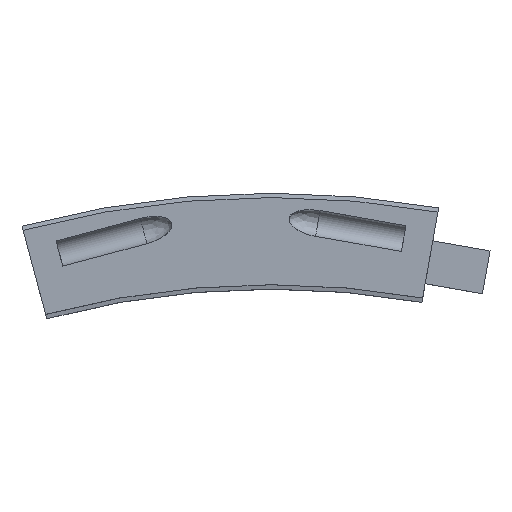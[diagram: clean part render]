
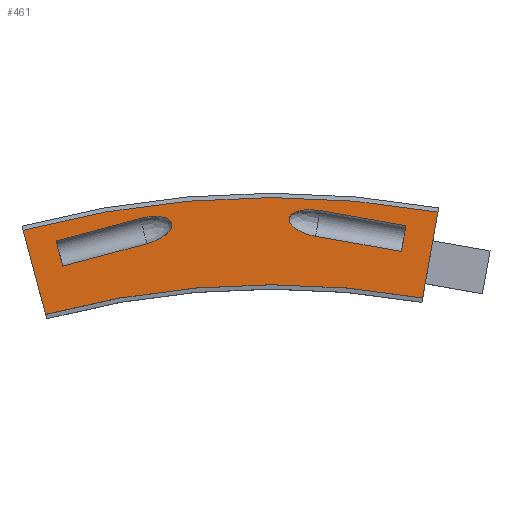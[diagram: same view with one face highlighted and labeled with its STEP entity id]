
A CAD part, top view. The second image highlights one B-rep face of the part: STEP entity #461.
In plain terms, the highlighted planar face has unit normal (0, 0, 1).
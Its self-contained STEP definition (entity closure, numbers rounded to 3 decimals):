
#9 = CARTESIAN_POINT ( 'NONE',  ( 0., 0., 33. ) ) ;
#19 = DIRECTION ( 'NONE',  ( 0., 0., 1. ) ) ;
#23 = CARTESIAN_POINT ( 'NONE',  ( -74.069, 315.065, 33. ) ) ;
#29 = EDGE_CURVE ( 'NONE', #1257, #2198, #1064, .T. ) ;
#98 = VERTEX_POINT ( 'NONE', #1410 ) ;
#129 = CARTESIAN_POINT ( 'NONE',  ( 16.783, 325.531, 33. ) ) ;
#132 = PLANE ( 'NONE',  #1290 ) ;
#173 = CARTESIAN_POINT ( 'NONE',  ( -77.646, 289.778, 33. ) ) ;
#188 = DIRECTION ( 'NONE',  ( -0.985, 0.174, 0. ) ) ;
#189 = CARTESIAN_POINT ( 'NONE',  ( 46.327, 320.322, 33. ) ) ;
#195 = VERTEX_POINT ( 'NONE', #1169 ) ;
#243 = LINE ( 'NONE', #189, #877 ) ;
#274 = VECTOR ( 'NONE', #1304, 1000. ) ;
#275 = ORIENTED_EDGE ( 'NONE', *, *, #836, .T. ) ;
#304 = VERTEX_POINT ( 'NONE', #946 ) ;
#311 = VECTOR ( 'NONE', #361, 1000. ) ;
#359 = CARTESIAN_POINT ( 'NONE',  ( 44.764, 311.459, 33. ) ) ;
#361 = DIRECTION ( 'NONE',  ( -0.985, 0.174, 0. ) ) ;
#373 = ORIENTED_EDGE ( 'NONE', *, *, #1856, .F. ) ;
#386 = CARTESIAN_POINT ( 'NONE',  ( 0., 0., 33. ) ) ;
#389 = DIRECTION ( 'NONE',  ( 0.174, 0.985, 0. ) ) ;
#404 = DIRECTION ( 'NONE',  ( 0., 0., 1. ) ) ;
#415 = FACE_BOUND ( 'NONE', #995, .T. ) ;
#441 = LINE ( 'NONE', #386, #1826 ) ;
#442 = VERTEX_POINT ( 'NONE', #173 ) ;
#461 = ADVANCED_FACE ( 'NONE', ( #415, #1854, #985 ), #132, .T. ) ;
#515 = VERTEX_POINT ( 'NONE', #1914 ) ;
#534 = ORIENTED_EDGE ( 'NONE', *, *, #2124, .T. ) ;
#562 = CARTESIAN_POINT ( 'NONE',  ( -85.41, 318.756, 33. ) ) ;
#579 = LINE ( 'NONE', #1676, #1055 ) ;
#633 = EDGE_CURVE ( 'NONE', #304, #2231, #1965, .T. ) ;
#741 = DIRECTION ( 'NONE',  ( -0.259, 0.966, 0. ) ) ;
#744 = CARTESIAN_POINT ( 'NONE',  ( 0., 0., 33. ) ) ;
#746 = ORIENTED_EDGE ( 'NONE', *, *, #989, .F. ) ;
#783 = ORIENTED_EDGE ( 'NONE', *, *, #1958, .T. ) ;
#836 = EDGE_CURVE ( 'NONE', #195, #515, #1539, .T. ) ;
#851 = ORIENTED_EDGE ( 'NONE', *, *, #29, .F. ) ;
#858 = CARTESIAN_POINT ( 'NONE',  ( 0., 0., 33. ) ) ;
#863 = CARTESIAN_POINT ( 'NONE',  ( 46.327, 320.322, 33. ) ) ;
#876 = CARTESIAN_POINT ( 'NONE',  ( 15.22, 316.668, 33. ) ) ;
#877 = VECTOR ( 'NONE', #188, 1000. ) ;
#883 = VERTEX_POINT ( 'NONE', #1028 ) ;
#884 = AXIS2_PLACEMENT_3D ( 'NONE', #1558, #404, #1708 ) ;
#946 = CARTESIAN_POINT ( 'NONE',  ( -71.739, 306.372, 33. ) ) ;
#947 = LINE ( 'NONE', #359, #311 ) ;
#985 = FACE_BOUND ( 'NONE', #1863, .T. ) ;
#989 = EDGE_CURVE ( 'NONE', #442, #1079, #2118, .T. ) ;
#995 = EDGE_LOOP ( 'NONE', ( #851, #1501, #1391, #1100 ) ) ;
#1028 = CARTESIAN_POINT ( 'NONE',  ( 52.094, 295.442, 33. ) ) ;
#1046 = DIRECTION ( 'NONE',  ( 1., 0., 0. ) ) ;
#1055 = VECTOR ( 'NONE', #2072, 1000. ) ;
#1063 = ORIENTED_EDGE ( 'NONE', *, *, #1178, .T. ) ;
#1064 =( BOUNDED_CURVE ( )  B_SPLINE_CURVE ( 3, ( #1661, #1638, #1658, #1664 ),
 .UNSPECIFIED., .F., .F. ) 
 B_SPLINE_CURVE_WITH_KNOTS ( ( 4, 4 ),
 ( 1.571, 4.712 ),
 .UNSPECIFIED. ) 
 CURVE ( )  GEOMETRIC_REPRESENTATION_ITEM ( )  RATIONAL_B_SPLINE_CURVE ( ( 1., 0.333, 0.333, 1. ) ) 
 REPRESENTATION_ITEM ( '' )  );
#1079 = VERTEX_POINT ( 'NONE', #562 ) ;
#1089 = CARTESIAN_POINT ( 'NONE',  ( -25.772, 328.006, 33. ) ) ;
#1091 = CARTESIAN_POINT ( 'NONE',  ( -45.091, 322.83, 33. ) ) ;
#1100 = ORIENTED_EDGE ( 'NONE', *, *, #1214, .T. ) ;
#1164 = VECTOR ( 'NONE', #1585, 1000. ) ;
#1169 = CARTESIAN_POINT ( 'NONE',  ( -45.091, 322.83, 33. ) ) ;
#1178 = EDGE_CURVE ( 'NONE', #883, #1843, #441, .T. ) ;
#1212 = LINE ( 'NONE', #863, #1164 ) ;
#1214 = EDGE_CURVE ( 'NONE', #98, #2198, #947, .T. ) ;
#1241 = AXIS2_PLACEMENT_3D ( 'NONE', #858, #1992, #1046 ) ;
#1249 = EDGE_CURVE ( 'NONE', #2044, #1257, #243, .T. ) ;
#1257 = VERTEX_POINT ( 'NONE', #129 ) ;
#1290 = AXIS2_PLACEMENT_3D ( 'NONE', #9, #19, #2275 ) ;
#1304 = DIRECTION ( 'NONE',  ( 0.966, 0.259, 0. ) ) ;
#1331 = CARTESIAN_POINT ( 'NONE',  ( -42.762, 314.136, 33. ) ) ;
#1340 = CARTESIAN_POINT ( 'NONE',  ( -23.443, 319.313, 33. ) ) ;
#1391 = ORIENTED_EDGE ( 'NONE', *, *, #2165, .F. ) ;
#1392 = VECTOR ( 'NONE', #741, 1000. ) ;
#1410 = CARTESIAN_POINT ( 'NONE',  ( 44.764, 311.459, 33. ) ) ;
#1432 = ORIENTED_EDGE ( 'NONE', *, *, #633, .T. ) ;
#1466 = EDGE_LOOP ( 'NONE', ( #534, #1063, #1827, #746 ) ) ;
#1501 = ORIENTED_EDGE ( 'NONE', *, *, #1249, .F. ) ;
#1539 =( BOUNDED_CURVE ( )  B_SPLINE_CURVE ( 3, ( #1091, #1089, #1340, #1331 ),
 .UNSPECIFIED., .F., .T. ) 
 B_SPLINE_CURVE_WITH_KNOTS ( ( 4, 4 ),
 ( 1.571, 4.712 ),
 .UNSPECIFIED. ) 
 CURVE ( )  GEOMETRIC_REPRESENTATION_ITEM ( )  RATIONAL_B_SPLINE_CURVE ( ( 1., 0.333, 0.333, 1. ) ) 
 REPRESENTATION_ITEM ( '' )  );
#1540 = CARTESIAN_POINT ( 'NONE',  ( 46.327, 320.322, 33. ) ) ;
#1558 = CARTESIAN_POINT ( 'NONE',  ( 0., 0., 33. ) ) ;
#1585 = DIRECTION ( 'NONE',  ( 0.174, 0.985, 0. ) ) ;
#1588 = DIRECTION ( 'NONE',  ( -0.259, 0.966, 0. ) ) ;
#1604 = CARTESIAN_POINT ( 'NONE',  ( -74.069, 315.065, 33. ) ) ;
#1638 = CARTESIAN_POINT ( 'NONE',  ( -2.913, 329.004, 33. ) ) ;
#1658 = CARTESIAN_POINT ( 'NONE',  ( -4.476, 320.141, 33. ) ) ;
#1661 = CARTESIAN_POINT ( 'NONE',  ( 16.783, 325.531, 33. ) ) ;
#1664 = CARTESIAN_POINT ( 'NONE',  ( 15.22, 316.668, 33. ) ) ;
#1676 = CARTESIAN_POINT ( 'NONE',  ( -74.069, 315.065, 33. ) ) ;
#1708 = DIRECTION ( 'NONE',  ( 1., 0., 0. ) ) ;
#1717 = CIRCLE ( 'NONE', #1241, 300. ) ;
#1761 = CIRCLE ( 'NONE', #884, 330. ) ;
#1794 = CARTESIAN_POINT ( 'NONE',  ( -71.739, 306.372, 33. ) ) ;
#1826 = VECTOR ( 'NONE', #389, 1000. ) ;
#1827 = ORIENTED_EDGE ( 'NONE', *, *, #2090, .T. ) ;
#1843 = VERTEX_POINT ( 'NONE', #1928 ) ;
#1854 = FACE_OUTER_BOUND ( 'NONE', #1466, .T. ) ;
#1856 = EDGE_CURVE ( 'NONE', #304, #515, #2111, .T. ) ;
#1863 = EDGE_LOOP ( 'NONE', ( #783, #275, #373, #1432 ) ) ;
#1914 = CARTESIAN_POINT ( 'NONE',  ( -42.762, 314.136, 33. ) ) ;
#1921 = VECTOR ( 'NONE', #1588, 1000. ) ;
#1928 = CARTESIAN_POINT ( 'NONE',  ( 57.304, 324.987, 33. ) ) ;
#1958 = EDGE_CURVE ( 'NONE', #2231, #195, #579, .T. ) ;
#1965 = LINE ( 'NONE', #1604, #1921 ) ;
#1992 = DIRECTION ( 'NONE',  ( 0., 0., -1. ) ) ;
#2044 = VERTEX_POINT ( 'NONE', #1540 ) ;
#2072 = DIRECTION ( 'NONE',  ( 0.966, 0.259, 0. ) ) ;
#2090 = EDGE_CURVE ( 'NONE', #1843, #1079, #1761, .T. ) ;
#2111 = LINE ( 'NONE', #1794, #274 ) ;
#2118 = LINE ( 'NONE', #744, #1392 ) ;
#2124 = EDGE_CURVE ( 'NONE', #442, #883, #1717, .T. ) ;
#2165 = EDGE_CURVE ( 'NONE', #98, #2044, #1212, .T. ) ;
#2198 = VERTEX_POINT ( 'NONE', #876 ) ;
#2231 = VERTEX_POINT ( 'NONE', #23 ) ;
#2275 = DIRECTION ( 'NONE',  ( 1., 0., 0. ) ) ;
